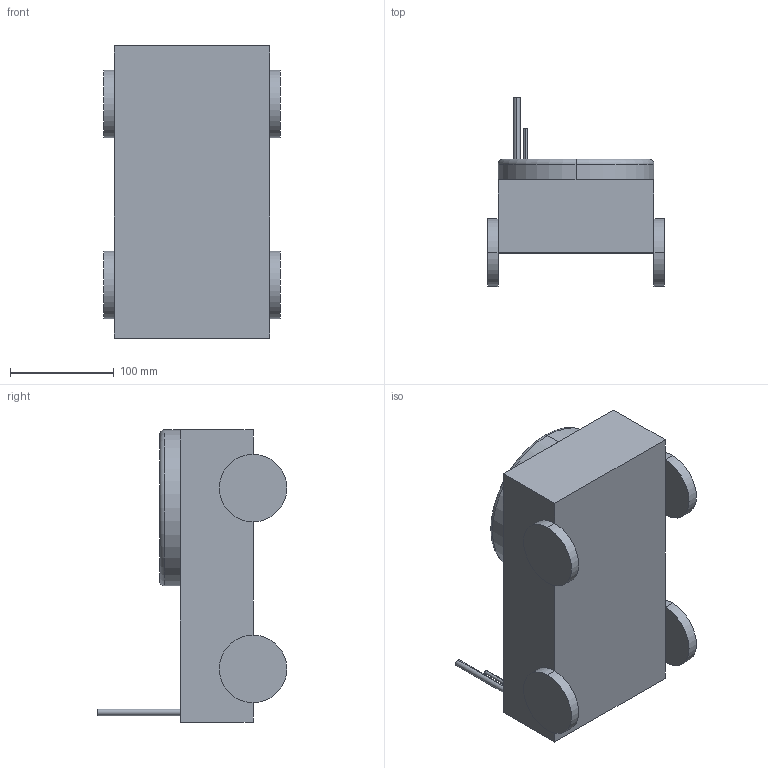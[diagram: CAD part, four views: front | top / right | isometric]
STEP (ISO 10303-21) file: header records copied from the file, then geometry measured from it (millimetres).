
FILE_DESCRIPTION (( 'STEP AP203' ), '1' );
FILE_NAME ('Part_0_LINK_0_Default_sldprt.STEP', '2023-12-04T12:19:13', ( '' ), ( '' ), 'SwSTEP 2.0', 'SolidWorks 2021', '' );
FILE_SCHEMA (( 'CONFIG_CONTROL_DESIGN' ));
Length unit declared in the file: millimetre
Products named in the file (1): Part_0_LINK_0_Default_sldprt
Bounding box: 170 x 182.5 x 281.04 mm (x, y, z)
Volume: 3436653.8 mm3; surface area: 176917.5 mm2
Topology: 1 solids, 1 shells, 38 faces, 77 edges, 44 vertices
Faces by surface type: plane 20, cylinder 16, torus 2
Entity records: 1060 total; most frequent: DIRECTION 193, CARTESIAN_POINT 160, ORIENTED_EDGE 154, EDGE_CURVE 77, AXIS2_PLACEMENT_3D 77, VERTEX_POINT 44, EDGE_LOOP 41, VECTOR 39
